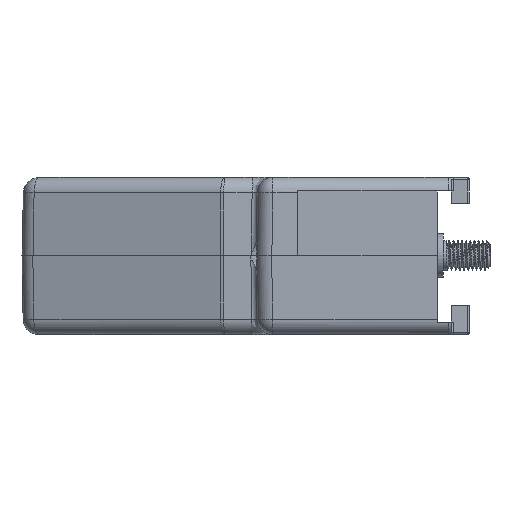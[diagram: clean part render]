
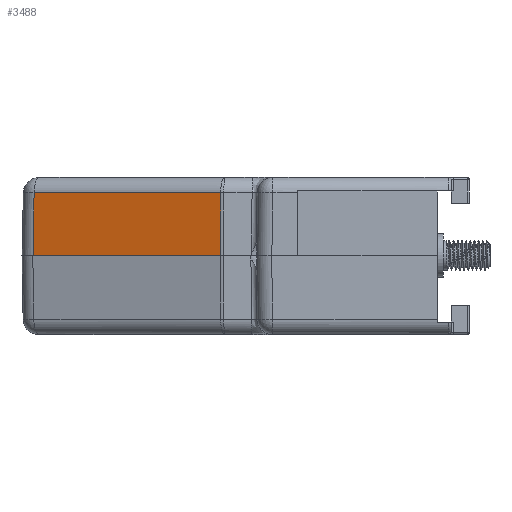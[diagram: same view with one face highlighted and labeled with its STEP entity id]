
A CAD part, left-side view. The second image highlights one B-rep face of the part: STEP entity #3488.
In plain terms, the highlighted planar face has unit normal (-0.951, 0.309, 0.018).
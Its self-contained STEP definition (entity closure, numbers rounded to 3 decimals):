
#1911=FACE_OUTER_BOUND('',#6331,.T.);
#3488=ADVANCED_FACE('',(#1911),#4811,.T.);
#4811=PLANE('',#31725);
#6331=EDGE_LOOP('',(#12335,#12336,#12337,#12338));
#12335=ORIENTED_EDGE('',*,*,#21954,.F.);
#12336=ORIENTED_EDGE('',*,*,#21878,.F.);
#12337=ORIENTED_EDGE('',*,*,#21952,.T.);
#12338=ORIENTED_EDGE('',*,*,#21955,.F.);
#18128=VERTEX_POINT('',#50883);
#18130=VERTEX_POINT('',#50931);
#18187=VERTEX_POINT('',#51080);
#18188=VERTEX_POINT('',#51084);
#21878=EDGE_CURVE('',#18130,#18128,#25682,.T.);
#21952=EDGE_CURVE('',#18130,#18187,#25745,.T.);
#21954=EDGE_CURVE('',#18128,#18188,#25746,.T.);
#21955=EDGE_CURVE('',#18188,#18187,#25747,.T.);
#25682=LINE('',#50932,#29081);
#25745=LINE('',#51079,#29144);
#25746=LINE('',#51083,#29145);
#25747=LINE('',#51085,#29146);
#29081=VECTOR('',#37136,1.);
#29144=VECTOR('',#37255,1.);
#29145=VECTOR('',#37260,1.);
#29146=VECTOR('',#37261,1.);
#31725=AXIS2_PLACEMENT_3D('',#51086,#37262,#37263);
#37136=DIRECTION('',(-0.309,-0.951,0.));
#37255=DIRECTION('',(-0.013,0.017,-1.));
#37260=DIRECTION('',(-0.017,0.003,-1.));
#37261=DIRECTION('',(0.309,0.951,0.));
#37262=DIRECTION('',(-0.951,0.309,0.017));
#37263=DIRECTION('',(-0.309,-0.951,0.));
#50883=CARTESIAN_POINT('',(5.675,23.895,-0.174));
#50931=CARTESIAN_POINT('',(11.505,41.838,-0.174));
#50932=CARTESIAN_POINT('',(11.505,41.838,-0.174));
#51079=CARTESIAN_POINT('',(11.505,41.838,-0.174));
#51080=CARTESIAN_POINT('',(11.429,41.943,-6.2));
#51083=CARTESIAN_POINT('',(5.675,23.895,-0.174));
#51084=CARTESIAN_POINT('',(5.57,23.912,-6.2));
#51085=CARTESIAN_POINT('',(5.57,23.912,-6.2));
#51086=CARTESIAN_POINT('',(12.324,44.766,-7.4));
